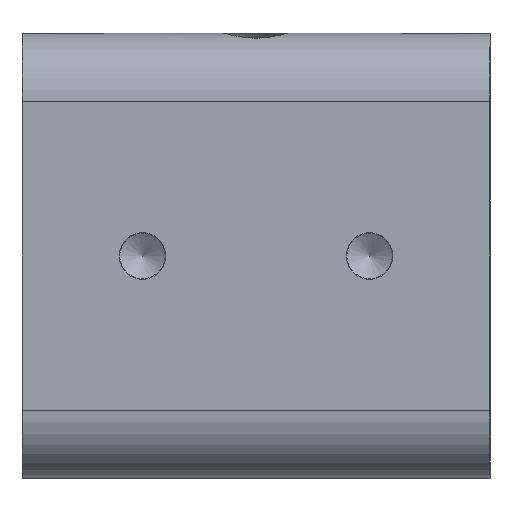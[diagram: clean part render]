
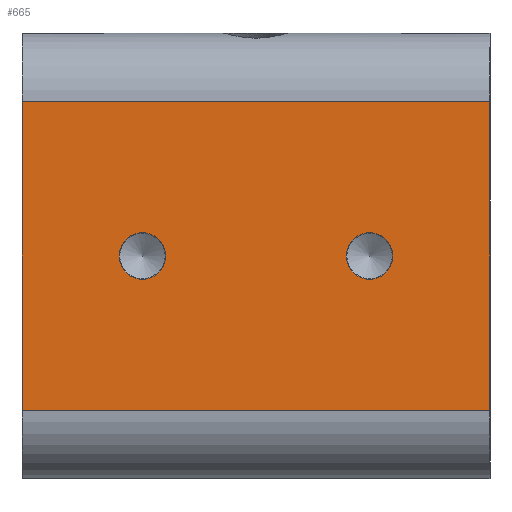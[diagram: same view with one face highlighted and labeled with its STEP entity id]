
A CAD part, left-side view. The second image highlights one B-rep face of the part: STEP entity #665.
In plain terms, the highlighted planar face has unit normal (-1, 0, 0).
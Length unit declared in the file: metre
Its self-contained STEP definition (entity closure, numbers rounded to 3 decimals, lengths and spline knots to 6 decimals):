
#162=ORIENTED_EDGE('',*,*,#324,.F.);
#163=ORIENTED_EDGE('',*,*,#325,.F.);
#164=ORIENTED_EDGE('',*,*,#306,.T.);
#165=ORIENTED_EDGE('',*,*,#326,.T.);
#166=ORIENTED_EDGE('',*,*,#317,.F.);
#167=ORIENTED_EDGE('',*,*,#327,.T.);
#306=EDGE_CURVE('',#399,#398,#724,.T.);
#317=EDGE_CURVE('',#406,#407,#731,.T.);
#324=EDGE_CURVE('',#412,#412,#1108,.T.);
#325=EDGE_CURVE('',#413,#413,#1109,.T.);
#326=EDGE_CURVE('',#398,#407,#736,.F.);
#327=EDGE_CURVE('',#406,#399,#737,.T.);
#398=VERTEX_POINT('',#1723);
#399=VERTEX_POINT('',#1725);
#406=VERTEX_POINT('',#1744);
#407=VERTEX_POINT('',#1746);
#412=VERTEX_POINT('',#1760);
#413=VERTEX_POINT('',#1762);
#491=EDGE_LOOP('',(#162));
#492=EDGE_LOOP('',(#163));
#493=EDGE_LOOP('',(#164,#165,#166,#167));
#587=FACE_BOUND('',#491,.T.);
#588=FACE_BOUND('',#492,.T.);
#589=FACE_BOUND('',#493,.T.);
#646=PLANE('',#1241);
#665=ADVANCED_FACE('',(#587,#588,#589),#646,.T.);
#724=LINE('',#1724,#765);
#731=LINE('',#1745,#772);
#736=LINE('',#1763,#777);
#737=LINE('',#1764,#778);
#765=VECTOR('',#1440,1.);
#772=VECTOR('',#1459,1.);
#777=VECTOR('',#1476,1.);
#778=VECTOR('',#1477,1.);
#1108=CIRCLE('',#1242,0.001025);
#1109=CIRCLE('',#1243,0.001025);
#1241=AXIS2_PLACEMENT_3D('',#1758,#1470,#1471);
#1242=AXIS2_PLACEMENT_3D('',#1759,#1472,#1473);
#1243=AXIS2_PLACEMENT_3D('',#1761,#1474,#1475);
#1440=DIRECTION('',(0.,0.,-1.));
#1459=DIRECTION('',(0.,0.,-1.));
#1470=DIRECTION('',(-1.,0.,0.));
#1471=DIRECTION('',(0.,-1.,0.));
#1472=DIRECTION('',(-1.,0.,0.));
#1473=DIRECTION('',(0.,-1.,0.));
#1474=DIRECTION('',(-1.,0.,0.));
#1475=DIRECTION('',(0.,-1.,0.));
#1476=DIRECTION('',(0.,1.,0.));
#1477=DIRECTION('',(0.,1.,0.));
#1723=CARTESIAN_POINT('',(0.,0.0103,-0.0068));
#1724=CARTESIAN_POINT('',(0.,0.0103,0.0098));
#1725=CARTESIAN_POINT('',(0.,0.0103,0.0068));
#1744=CARTESIAN_POINT('',(0.,-0.0103,0.0068));
#1745=CARTESIAN_POINT('',(0.,-0.0103,0.0098));
#1746=CARTESIAN_POINT('',(0.,-0.0103,-0.0068));
#1758=CARTESIAN_POINT('',(0.,0.,0.));
#1759=CARTESIAN_POINT('',(0.,0.005,0.));
#1760=CARTESIAN_POINT('',(0.,0.003975,0.));
#1761=CARTESIAN_POINT('',(0.,-0.005,0.));
#1762=CARTESIAN_POINT('',(0.,-0.006025,0.));
#1763=CARTESIAN_POINT('',(0.,-0.0103,-0.0068));
#1764=CARTESIAN_POINT('',(0.,0.,0.0068));
